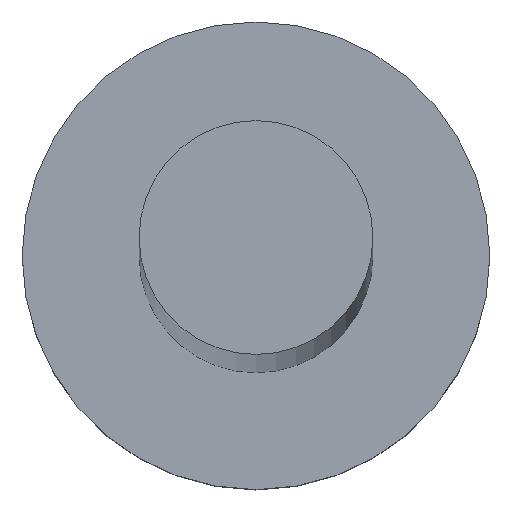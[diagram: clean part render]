
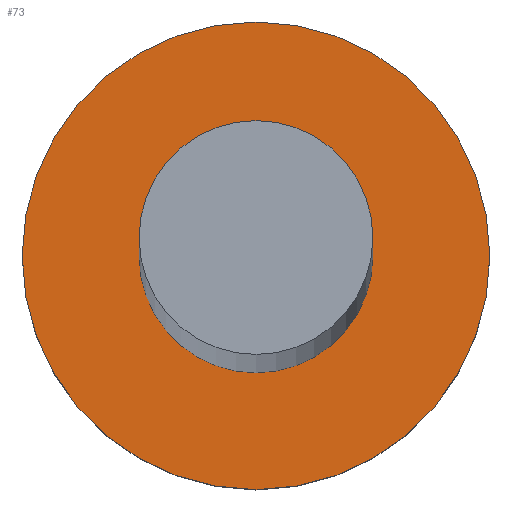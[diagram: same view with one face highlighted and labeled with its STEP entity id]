
A CAD part, top view. The second image highlights one B-rep face of the part: STEP entity #73.
In plain terms, the highlighted planar face has unit normal (0, 0, 1).
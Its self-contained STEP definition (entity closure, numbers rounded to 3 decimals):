
#10 = FACE_OUTER_BOUND ( 'NONE', #40, .T. ) ;
#18 = DIRECTION ( 'NONE',  ( 0., 0., 1. ) ) ;
#22 = DIRECTION ( 'NONE',  ( 1., 0., 0. ) ) ;
#25 = DIRECTION ( 'NONE',  ( 1., 0., 0. ) ) ;
#30 = VERTEX_POINT ( 'NONE', #76 ) ;
#34 = DIRECTION ( 'NONE',  ( 0., 0., 1. ) ) ;
#35 = EDGE_CURVE ( 'NONE', #60, #30, #154, .T. ) ;
#37 = AXIS2_PLACEMENT_3D ( 'NONE', #235, #81, #25 ) ;
#40 = EDGE_LOOP ( 'NONE', ( #231, #75 ) ) ;
#49 = CIRCLE ( 'NONE', #189, 3.5 ) ;
#55 = DIRECTION ( 'NONE',  ( 0., 0., 1. ) ) ;
#60 = VERTEX_POINT ( 'NONE', #108 ) ;
#63 = DIRECTION ( 'NONE',  ( 1., 0., 0. ) ) ;
#73 = ADVANCED_FACE ( 'NONE', ( #159, #10 ), #138, .T. ) ;
#75 = ORIENTED_EDGE ( 'NONE', *, *, #116, .T. ) ;
#76 = CARTESIAN_POINT ( 'NONE',  ( -1.75, 0., 3. ) ) ;
#81 = DIRECTION ( 'NONE',  ( 0., 0., 1. ) ) ;
#88 = AXIS2_PLACEMENT_3D ( 'NONE', #118, #55, #22 ) ;
#91 = DIRECTION ( 'NONE',  ( 1., 0., 0. ) ) ;
#98 = ORIENTED_EDGE ( 'NONE', *, *, #35, .F. ) ;
#105 = DIRECTION ( 'NONE',  ( 0., 0., 1. ) ) ;
#108 = CARTESIAN_POINT ( 'NONE',  ( 1.75, 0., 3. ) ) ;
#116 = EDGE_CURVE ( 'NONE', #240, #250, #140, .T. ) ;
#118 = CARTESIAN_POINT ( 'NONE',  ( 0., 0., 3. ) ) ;
#124 = CARTESIAN_POINT ( 'NONE',  ( 0., 0., 3. ) ) ;
#128 = EDGE_LOOP ( 'NONE', ( #195, #98 ) ) ;
#138 = PLANE ( 'NONE',  #37 ) ;
#140 = CIRCLE ( 'NONE', #210, 3.5 ) ;
#153 = EDGE_CURVE ( 'NONE', #250, #240, #49, .T. ) ;
#154 = CIRCLE ( 'NONE', #186, 1.75 ) ;
#157 = CARTESIAN_POINT ( 'NONE',  ( 3.5, 0., 3. ) ) ;
#159 = FACE_BOUND ( 'NONE', #128, .T. ) ;
#173 = DIRECTION ( 'NONE',  ( 1., 0., 0. ) ) ;
#186 = AXIS2_PLACEMENT_3D ( 'NONE', #124, #18, #63 ) ;
#189 = AXIS2_PLACEMENT_3D ( 'NONE', #198, #34, #91 ) ;
#193 = CARTESIAN_POINT ( 'NONE',  ( -3.5, 0., 3. ) ) ;
#194 = CIRCLE ( 'NONE', #88, 1.75 ) ;
#195 = ORIENTED_EDGE ( 'NONE', *, *, #221, .F. ) ;
#198 = CARTESIAN_POINT ( 'NONE',  ( 0., 0., 3. ) ) ;
#207 = CARTESIAN_POINT ( 'NONE',  ( 0., 0., 3. ) ) ;
#210 = AXIS2_PLACEMENT_3D ( 'NONE', #207, #105, #173 ) ;
#221 = EDGE_CURVE ( 'NONE', #30, #60, #194, .T. ) ;
#231 = ORIENTED_EDGE ( 'NONE', *, *, #153, .T. ) ;
#235 = CARTESIAN_POINT ( 'NONE',  ( 0., 0., 3. ) ) ;
#240 = VERTEX_POINT ( 'NONE', #157 ) ;
#250 = VERTEX_POINT ( 'NONE', #193 ) ;
